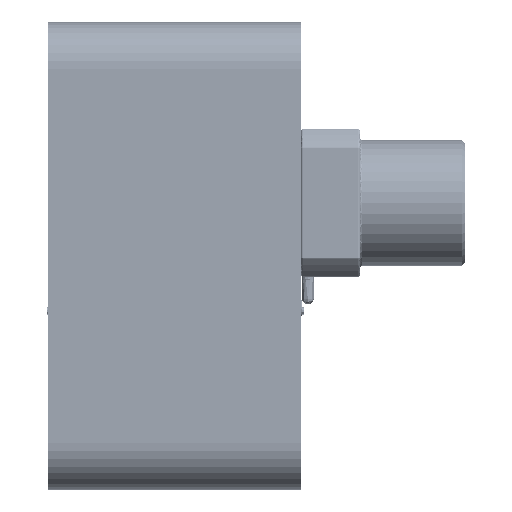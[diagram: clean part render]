
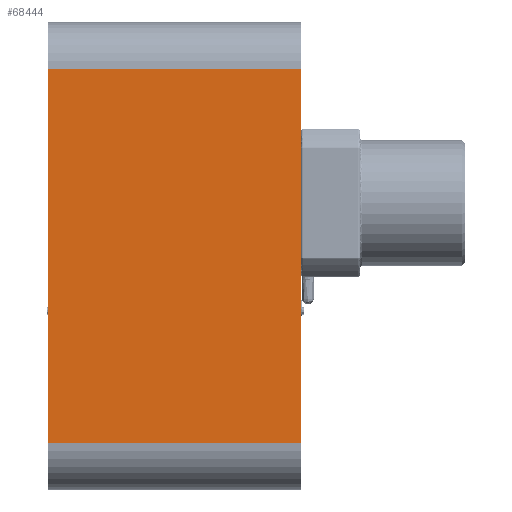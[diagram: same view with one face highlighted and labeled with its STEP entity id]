
A CAD part, left-side view. The second image highlights one B-rep face of the part: STEP entity #68444.
In plain terms, the highlighted planar face has unit normal (-1, 0, 0).
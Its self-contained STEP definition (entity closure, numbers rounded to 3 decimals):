
#9122 = LINE ( 'NONE', #28405, #171536 ) ;
#28405 = CARTESIAN_POINT ( 'NONE',  ( -90.17, 0., 0. ) ) ;
#41335 = CARTESIAN_POINT ( 'NONE',  ( -90.17, 0., -5.08 ) ) ;
#41510 = VECTOR ( 'NONE', #158682, 1000. ) ;
#47550 = ORIENTED_EDGE ( 'NONE', *, *, #161412, .F. ) ;
#66190 = CARTESIAN_POINT ( 'NONE',  ( -90.17, -180.568, -5.08 ) ) ;
#66977 = DIRECTION ( 'NONE',  ( 0., 1., 0. ) ) ;
#68444 = ADVANCED_FACE ( 'NONE', ( #77970 ), #155129, .T. ) ;
#77970 = FACE_OUTER_BOUND ( 'NONE', #110707, .T. ) ;
#83800 = AXIS2_PLACEMENT_3D ( 'NONE', #215475, #197496, #214206 ) ;
#87994 = VERTEX_POINT ( 'NONE', #191735 ) ;
#102248 = DIRECTION ( 'NONE',  ( 0., 1., 0. ) ) ;
#106956 = EDGE_CURVE ( 'NONE', #237810, #87994, #233227, .T. ) ;
#110707 = EDGE_LOOP ( 'NONE', ( #124974, #47550, #204660, #184008 ) ) ;
#112321 = EDGE_CURVE ( 'NONE', #132317, #237810, #201979, .T. ) ;
#122330 = DIRECTION ( 'NONE',  ( 0., 0., -1. ) ) ;
#124974 = ORIENTED_EDGE ( 'NONE', *, *, #253291, .F. ) ;
#126567 = CARTESIAN_POINT ( 'NONE',  ( -90.17, 0., 5.08 ) ) ;
#132317 = VERTEX_POINT ( 'NONE', #126567 ) ;
#155129 = PLANE ( 'NONE',  #83800 ) ;
#158682 = DIRECTION ( 'NONE',  ( 0., 0., -1. ) ) ;
#161412 = EDGE_CURVE ( 'NONE', #132317, #238749, #9122, .T. ) ;
#171536 = VECTOR ( 'NONE', #122330, 1000. ) ;
#184008 = ORIENTED_EDGE ( 'NONE', *, *, #106956, .T. ) ;
#189897 = CARTESIAN_POINT ( 'NONE',  ( -90.17, 6.858, 5.08 ) ) ;
#191735 = CARTESIAN_POINT ( 'NONE',  ( -90.17, 6.858, -5.08 ) ) ;
#194687 = CARTESIAN_POINT ( 'NONE',  ( -90.17, 6.858, 0. ) ) ;
#197496 = DIRECTION ( 'NONE',  ( -1., 0., 0. ) ) ;
#201979 = LINE ( 'NONE', #239291, #229539 ) ;
#204660 = ORIENTED_EDGE ( 'NONE', *, *, #112321, .T. ) ;
#205022 = LINE ( 'NONE', #66190, #216096 ) ;
#214206 = DIRECTION ( 'NONE',  ( 0., 0., 1. ) ) ;
#215475 = CARTESIAN_POINT ( 'NONE',  ( -90.17, -180.568, -5.08 ) ) ;
#216096 = VECTOR ( 'NONE', #102248, 1000. ) ;
#229539 = VECTOR ( 'NONE', #66977, 1000. ) ;
#233227 = LINE ( 'NONE', #194687, #41510 ) ;
#237810 = VERTEX_POINT ( 'NONE', #189897 ) ;
#238749 = VERTEX_POINT ( 'NONE', #41335 ) ;
#239291 = CARTESIAN_POINT ( 'NONE',  ( -90.17, -180.568, 5.08 ) ) ;
#253291 = EDGE_CURVE ( 'NONE', #238749, #87994, #205022, .T. ) ;
